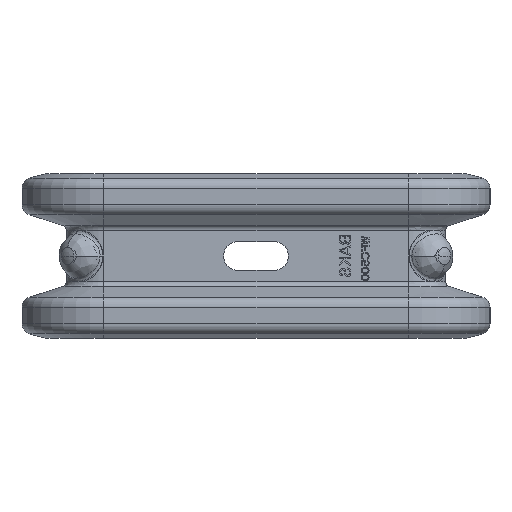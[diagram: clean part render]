
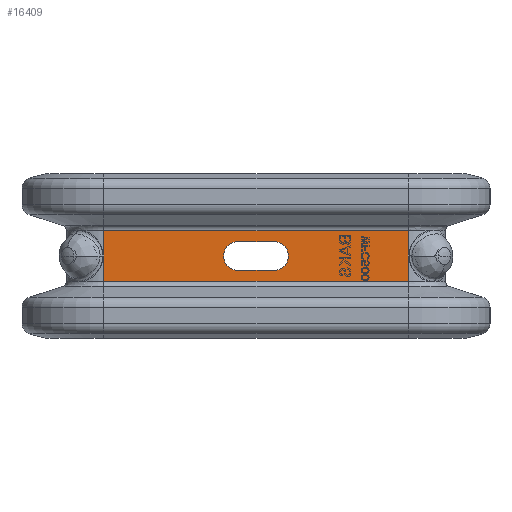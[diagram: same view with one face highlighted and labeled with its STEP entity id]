
A CAD part, left-side view. The second image highlights one B-rep face of the part: STEP entity #16409.
In plain terms, the highlighted planar face has unit normal (-1, 0, 0).
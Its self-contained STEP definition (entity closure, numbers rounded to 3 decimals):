
#572=DIRECTION('',(0.,1.,0.));
#573=VECTOR('',#572,117.);
#574=CARTESIAN_POINT('',(-557.,31.5,9.8));
#575=LINE('',#574,#573);
#4087=DIRECTION('',(0.,0.,1.));
#4088=VECTOR('',#4087,19.6);
#4089=CARTESIAN_POINT('',(-557.,148.5,-9.8));
#4090=LINE('',#4089,#4088);
#4430=DIRECTION('',(0.,0.,1.));
#4431=VECTOR('',#4430,19.6);
#4432=CARTESIAN_POINT('',(-557.,31.5,-9.8));
#4433=LINE('',#4432,#4431);
#4434=DIRECTION('',(0.,1.,0.));
#4435=VECTOR('',#4434,117.);
#4436=CARTESIAN_POINT('',(-557.,31.5,-9.8));
#4437=LINE('',#4436,#4435);
#4438=DIRECTION('',(0.,1.,0.));
#4439=VECTOR('',#4438,14.);
#4440=CARTESIAN_POINT('',(-557.,83.,5.5));
#4441=LINE('',#4440,#4439);
#4442=CARTESIAN_POINT('',(-557.,97.,0.));
#4443=DIRECTION('',(1.,0.,0.));
#4444=DIRECTION('',(0.,0.,-1.));
#4445=AXIS2_PLACEMENT_3D('',#4442,#4443,#4444);
#4447=DIRECTION('',(0.,-1.,0.));
#4448=VECTOR('',#4447,14.);
#4449=CARTESIAN_POINT('',(-557.,97.,-5.5));
#4450=LINE('',#4449,#4448);
#4451=CARTESIAN_POINT('',(-557.,83.,0.));
#4452=DIRECTION('',(1.,0.,0.));
#4453=DIRECTION('',(0.,0.,1.));
#4454=AXIS2_PLACEMENT_3D('',#4451,#4452,#4453);
#9549=CARTESIAN_POINT('',(-557.,31.5,-9.8));
#9550=VERTEX_POINT('',#9549);
#9551=CARTESIAN_POINT('',(-557.,31.5,9.8));
#9552=VERTEX_POINT('',#9551);
#9577=CARTESIAN_POINT('',(-557.,148.5,-9.8));
#9578=VERTEX_POINT('',#9577);
#9579=CARTESIAN_POINT('',(-557.,148.5,9.8));
#9580=VERTEX_POINT('',#9579);
#9805=CARTESIAN_POINT('',(-557.,83.,5.5));
#9806=CARTESIAN_POINT('',(-557.,97.,5.5));
#9807=VERTEX_POINT('',#9805);
#9808=VERTEX_POINT('',#9806);
#9809=CARTESIAN_POINT('',(-557.,97.,-5.5));
#9810=VERTEX_POINT('',#9809);
#9811=CARTESIAN_POINT('',(-557.,83.,-5.5));
#9812=VERTEX_POINT('',#9811);
#16387=CARTESIAN_POINT('',(-557.,31.5,-9.8));
#16388=DIRECTION('',(-1.,0.,0.));
#16389=DIRECTION('',(0.,0.,1.));
#16390=AXIS2_PLACEMENT_3D('',#16387,#16388,#16389);
#16391=PLANE('',#16390);
#16392=ORIENTED_EDGE('',*,*,#12771,.F.);
#16394=ORIENTED_EDGE('',*,*,#16393,.T.);
#16395=ORIENTED_EDGE('',*,*,#16083,.T.);
#16396=ORIENTED_EDGE('',*,*,#12738,.F.);
#16397=EDGE_LOOP('',(#16392,#16394,#16395,#16396));
#16398=FACE_OUTER_BOUND('',#16397,.F.);
#16400=ORIENTED_EDGE('',*,*,#16399,.T.);
#16402=ORIENTED_EDGE('',*,*,#16401,.F.);
#16404=ORIENTED_EDGE('',*,*,#16403,.T.);
#16406=ORIENTED_EDGE('',*,*,#16405,.F.);
#16407=EDGE_LOOP('',(#16400,#16402,#16404,#16406));
#16408=FACE_BOUND('',#16407,.F.);
#16409=ADVANCED_FACE('',(#16398,#16408),#16391,.T.);
#4446=CIRCLE('',#4445,5.5);
#4455=CIRCLE('',#4454,5.5);
#12738=EDGE_CURVE('',#9552,#9580,#575,.T.);
#12771=EDGE_CURVE('',#9550,#9552,#4433,.T.);
#16083=EDGE_CURVE('',#9578,#9580,#4090,.T.);
#16393=EDGE_CURVE('',#9550,#9578,#4437,.T.);
#16399=EDGE_CURVE('',#9807,#9808,#4441,.T.);
#16401=EDGE_CURVE('',#9810,#9808,#4446,.T.);
#16403=EDGE_CURVE('',#9810,#9812,#4450,.T.);
#16405=EDGE_CURVE('',#9807,#9812,#4455,.T.);
